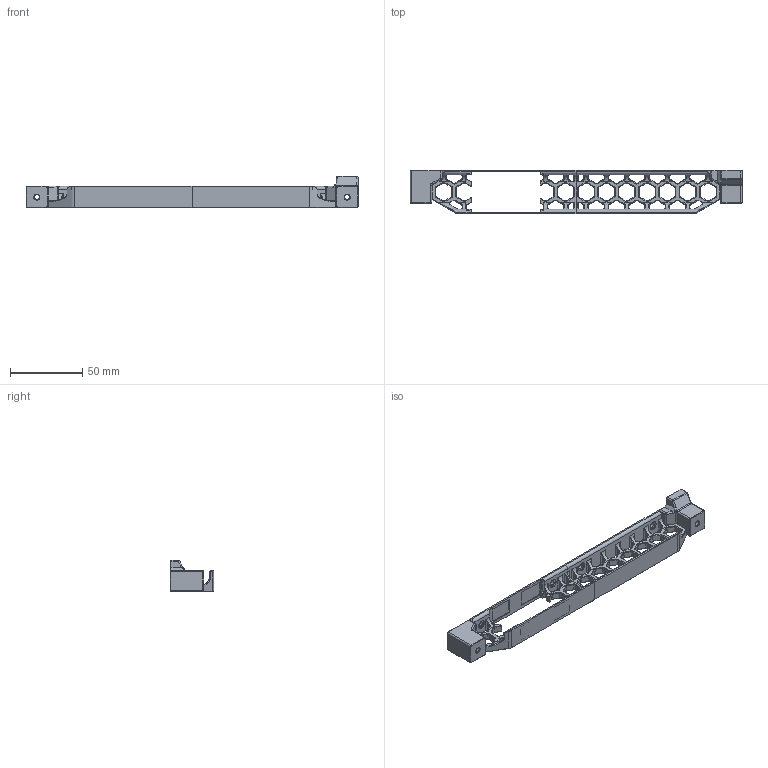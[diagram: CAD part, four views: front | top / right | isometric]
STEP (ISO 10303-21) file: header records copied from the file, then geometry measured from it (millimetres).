
FILE_DESCRIPTION(/* description */ (''),/* implementation_level */ '2;1');
FILE_NAME(/* name */ 'v0 foot_skirt_right.step',/* time_stamp */ '2020-09-09T10:52:56+02:00',/* author */ (''),/* organization */ (''),/* preprocessor_version */ 'ST-DEVELOPER v18.1',/* originating_system */ 'Autodesk Translation Framework v9.3.0.1241',/* authorisation */ '');
FILE_SCHEMA (('AUTOMOTIVE_DESIGN { 1 0 10303 214 3 1 1 }'));
Products named in the file (1): v0 foot_skirt_right
Bounding box: 230 x 30 x 22.04 mm (x, y, z)
Volume: 32255.5 mm3; surface area: 24190.9 mm2
Topology: 4 solids, 4 shells, 1307 faces, 3159 edges, 1801 vertices
Faces by surface type: plane 579, cone 329, cylinder 249, bspline 139, sphere 7, torus 4
Full cylindrical faces by diameter (mm): 3.4 x6, 6 x4
Entity records: 52449 total; most frequent: CARTESIAN_POINT 22760, ORIENTED_EDGE 6234, DIRECTION 6000, EDGE_CURVE 3117, LINE 2062, VECTOR 2062, AXIS2_PLACEMENT_3D 1969, VERTEX_POINT 1801
